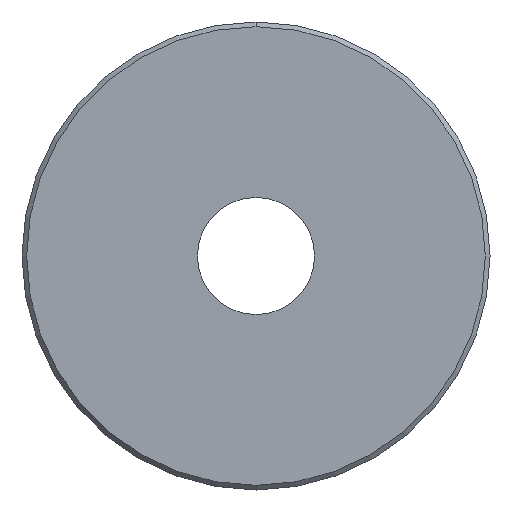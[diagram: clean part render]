
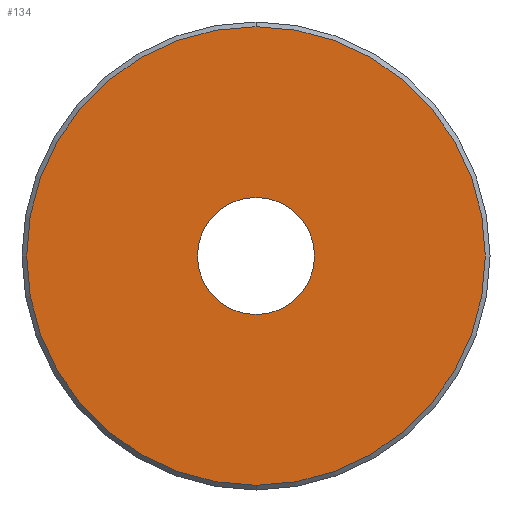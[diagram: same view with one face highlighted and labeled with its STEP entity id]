
A CAD part, front view. The second image highlights one B-rep face of the part: STEP entity #134.
In plain terms, the highlighted planar face has unit normal (0, -1, 0).
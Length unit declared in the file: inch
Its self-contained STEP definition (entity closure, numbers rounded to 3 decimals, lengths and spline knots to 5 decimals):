
#24 = DIRECTION ( 'NONE',  ( 0., 0., 1. ) ) ;
#38 = CIRCLE ( 'NONE', #203, 0.245 ) ;
#43 = ORIENTED_EDGE ( 'NONE', *, *, #184, .T. ) ;
#48 = CARTESIAN_POINT ( 'NONE',  ( 0., -0.09843, -0.245 ) ) ;
#58 = EDGE_LOOP ( 'NONE', ( #43, #189 ) ) ;
#68 = CARTESIAN_POINT ( 'NONE',  ( 0., -0.09843, 0. ) ) ;
#69 = AXIS2_PLACEMENT_3D ( 'NONE', #238, #91, #275 ) ;
#71 = CARTESIAN_POINT ( 'NONE',  ( 0., -0.09843, 0. ) ) ;
#77 = ORIENTED_EDGE ( 'NONE', *, *, #304, .T. ) ;
#91 = DIRECTION ( 'NONE',  ( 0., 1., 0. ) ) ;
#102 = ORIENTED_EDGE ( 'NONE', *, *, #279, .T. ) ;
#119 = PLANE ( 'NONE',  #154 ) ;
#120 = DIRECTION ( 'NONE',  ( 0., 0., 1. ) ) ;
#134 = ADVANCED_FACE ( 'NONE', ( #178, #297 ), #119, .F. ) ;
#145 = CIRCLE ( 'NONE', #199, 0.245 ) ;
#154 = AXIS2_PLACEMENT_3D ( 'NONE', #71, #246, #315 ) ;
#155 = CARTESIAN_POINT ( 'NONE',  ( 0., -0.09843, 0.0625 ) ) ;
#158 = VERTEX_POINT ( 'NONE', #240 ) ;
#166 = DIRECTION ( 'NONE',  ( 0., 1., 0. ) ) ;
#167 = CARTESIAN_POINT ( 'NONE',  ( 0., -0.09843, 0. ) ) ;
#171 = AXIS2_PLACEMENT_3D ( 'NONE', #167, #166, #269 ) ;
#178 = FACE_OUTER_BOUND ( 'NONE', #58, .T. ) ;
#184 = EDGE_CURVE ( 'NONE', #248, #295, #38, .T. ) ;
#189 = ORIENTED_EDGE ( 'NONE', *, *, #283, .T. ) ;
#199 = AXIS2_PLACEMENT_3D ( 'NONE', #68, #244, #24 ) ;
#203 = AXIS2_PLACEMENT_3D ( 'NONE', #266, #323, #120 ) ;
#232 = CIRCLE ( 'NONE', #69, 0.0625 ) ;
#238 = CARTESIAN_POINT ( 'NONE',  ( 0., -0.09843, 0. ) ) ;
#240 = CARTESIAN_POINT ( 'NONE',  ( 0., -0.09843, -0.0625 ) ) ;
#244 = DIRECTION ( 'NONE',  ( 0., -1., 0. ) ) ;
#246 = DIRECTION ( 'NONE',  ( 0., 1., 0. ) ) ;
#248 = VERTEX_POINT ( 'NONE', #320 ) ;
#253 = VERTEX_POINT ( 'NONE', #155 ) ;
#266 = CARTESIAN_POINT ( 'NONE',  ( 0., -0.09843, 0. ) ) ;
#268 = CIRCLE ( 'NONE', #171, 0.0625 ) ;
#269 = DIRECTION ( 'NONE',  ( 0., 0., 1. ) ) ;
#271 = EDGE_LOOP ( 'NONE', ( #102, #77 ) ) ;
#275 = DIRECTION ( 'NONE',  ( 0., 0., 1. ) ) ;
#279 = EDGE_CURVE ( 'NONE', #158, #253, #268, .T. ) ;
#283 = EDGE_CURVE ( 'NONE', #295, #248, #145, .T. ) ;
#295 = VERTEX_POINT ( 'NONE', #48 ) ;
#297 = FACE_BOUND ( 'NONE', #271, .T. ) ;
#304 = EDGE_CURVE ( 'NONE', #253, #158, #232, .T. ) ;
#315 = DIRECTION ( 'NONE',  ( 0., 0., 1. ) ) ;
#320 = CARTESIAN_POINT ( 'NONE',  ( 0., -0.09843, 0.245 ) ) ;
#323 = DIRECTION ( 'NONE',  ( 0., -1., 0. ) ) ;
